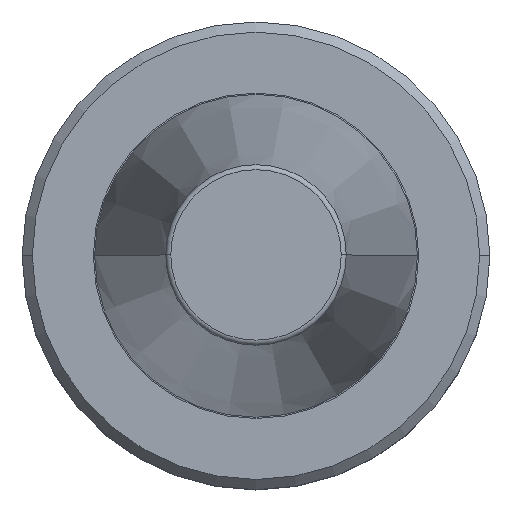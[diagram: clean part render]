
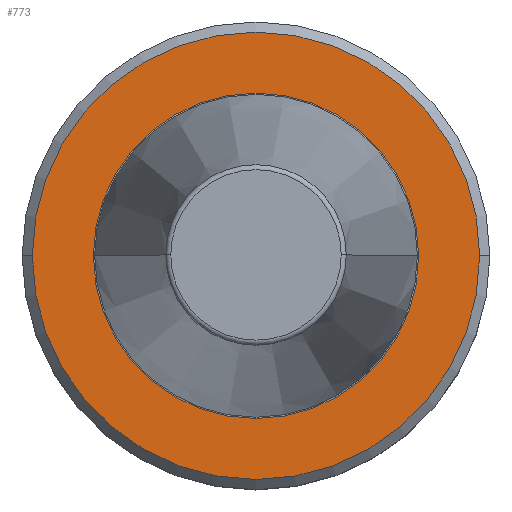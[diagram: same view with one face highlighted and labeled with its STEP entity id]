
A CAD part, top view. The second image highlights one B-rep face of the part: STEP entity #773.
In plain terms, the highlighted planar face has unit normal (0, 0, 1).
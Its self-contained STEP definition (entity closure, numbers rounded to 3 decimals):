
#20 = CIRCLE ( 'NONE', #256, 16. ) ;
#23 = CARTESIAN_POINT ( 'NONE',  ( -22., 0., -2. ) ) ;
#43 = CIRCLE ( 'NONE', #330, 22. ) ;
#50 = AXIS2_PLACEMENT_3D ( 'NONE', #978, #265, #160 ) ;
#57 = CARTESIAN_POINT ( 'NONE',  ( 0., 0., -2. ) ) ;
#67 = DIRECTION ( 'NONE',  ( 1., 0., 0. ) ) ;
#84 = EDGE_CURVE ( 'NONE', #782, #529, #913, .T. ) ;
#146 = CARTESIAN_POINT ( 'NONE',  ( 22., 0., -2. ) ) ;
#158 = DIRECTION ( 'NONE',  ( 0., 0., -1. ) ) ;
#160 = DIRECTION ( 'NONE',  ( 1., 0., 0. ) ) ;
#165 = DIRECTION ( 'NONE',  ( 0., 0., 1. ) ) ;
#181 = EDGE_CURVE ( 'NONE', #529, #782, #43, .T. ) ;
#215 = AXIS2_PLACEMENT_3D ( 'NONE', #245, #158, #429 ) ;
#224 = EDGE_CURVE ( 'NONE', #960, #231, #20, .T. ) ;
#231 = VERTEX_POINT ( 'NONE', #993 ) ;
#245 = CARTESIAN_POINT ( 'NONE',  ( 0., 22., -2. ) ) ;
#256 = AXIS2_PLACEMENT_3D ( 'NONE', #332, #803, #864 ) ;
#263 = AXIS2_PLACEMENT_3D ( 'NONE', #904, #165, #486 ) ;
#265 = DIRECTION ( 'NONE',  ( 0., 0., 1. ) ) ;
#293 = FACE_BOUND ( 'NONE', #910, .T. ) ;
#330 = AXIS2_PLACEMENT_3D ( 'NONE', #57, #976, #67 ) ;
#332 = CARTESIAN_POINT ( 'NONE',  ( 0., 0., -2. ) ) ;
#346 = ORIENTED_EDGE ( 'NONE', *, *, #414, .F. ) ;
#378 = PLANE ( 'NONE',  #215 ) ;
#399 = CIRCLE ( 'NONE', #50, 16. ) ;
#414 = EDGE_CURVE ( 'NONE', #231, #960, #399, .T. ) ;
#429 = DIRECTION ( 'NONE',  ( -1., 0., 0. ) ) ;
#486 = DIRECTION ( 'NONE',  ( 1., 0., 0. ) ) ;
#500 = FACE_OUTER_BOUND ( 'NONE', #760, .T. ) ;
#529 = VERTEX_POINT ( 'NONE', #146 ) ;
#535 = ORIENTED_EDGE ( 'NONE', *, *, #181, .T. ) ;
#690 = ORIENTED_EDGE ( 'NONE', *, *, #84, .T. ) ;
#760 = EDGE_LOOP ( 'NONE', ( #690, #535 ) ) ;
#773 = ADVANCED_FACE ( 'NONE', ( #293, #500 ), #378, .F. ) ;
#782 = VERTEX_POINT ( 'NONE', #23 ) ;
#803 = DIRECTION ( 'NONE',  ( 0., 0., 1. ) ) ;
#823 = ORIENTED_EDGE ( 'NONE', *, *, #224, .F. ) ;
#861 = CARTESIAN_POINT ( 'NONE',  ( 16., 0., -2. ) ) ;
#864 = DIRECTION ( 'NONE',  ( 1., 0., 0. ) ) ;
#904 = CARTESIAN_POINT ( 'NONE',  ( 0., 0., -2. ) ) ;
#910 = EDGE_LOOP ( 'NONE', ( #823, #346 ) ) ;
#913 = CIRCLE ( 'NONE', #263, 22. ) ;
#960 = VERTEX_POINT ( 'NONE', #861 ) ;
#976 = DIRECTION ( 'NONE',  ( 0., 0., 1. ) ) ;
#978 = CARTESIAN_POINT ( 'NONE',  ( 0., 0., -2. ) ) ;
#993 = CARTESIAN_POINT ( 'NONE',  ( -16., 0., -2. ) ) ;
